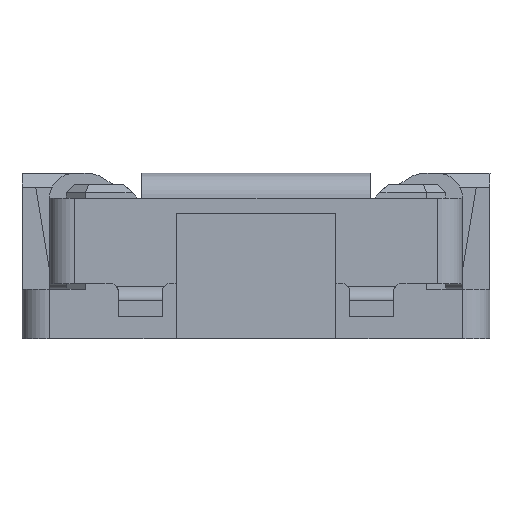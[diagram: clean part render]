
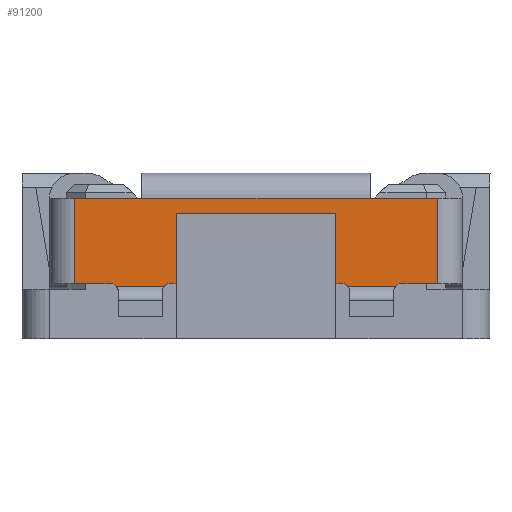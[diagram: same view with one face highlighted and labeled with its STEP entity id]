
A CAD part, left-side view. The second image highlights one B-rep face of the part: STEP entity #91200.
In plain terms, the highlighted face is planar.
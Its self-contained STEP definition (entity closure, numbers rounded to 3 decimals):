
#63370=CARTESIAN_POINT('',(2.13,-0.53,
8.215));
#63380=VERTEX_POINT('',#63370);
#63410=CARTESIAN_POINT('',(2.13,-0.22,
8.215));
#63420=DIRECTION('',(0.,-1.,0.));
#63430=VECTOR('',#63420,1.);
#63440=LINE('',#63410,#63430);
#63450=CARTESIAN_POINT('',(2.13,-0.22,
8.215));
#63460=VERTEX_POINT('',#63450);
#63470=EDGE_CURVE('',#63460,#63380,#63440,.T.);
#64030=CARTESIAN_POINT('',(2.375,-0.53,
8.215));
#64040=VERTEX_POINT('',#64030);
#64070=CARTESIAN_POINT('',(2.13,-0.53,
8.215));
#64080=DIRECTION('',(1.,0.,0.));
#64090=VECTOR('',#64080,1.);
#64100=LINE('',#64070,#64090);
#64110=EDGE_CURVE('',#63380,#64040,#64100,.T.);
#86890=CARTESIAN_POINT('',(3.08,-0.445,
8.215));
#86900=VERTEX_POINT('',#86890);
#86930=CARTESIAN_POINT('',(3.08,-0.22,
8.215));
#86940=DIRECTION('',(0.,-1.,0.));
#86950=VECTOR('',#86940,1.);
#86960=LINE('',#86930,#86950);
#86970=CARTESIAN_POINT('',(3.08,-0.22,
8.215));
#86980=VERTEX_POINT('',#86970);
#86990=EDGE_CURVE('',#86980,#86900,#86960,.T.);
#88880=CARTESIAN_POINT('',(2.5,-0.22,
8.215));
#88890=VERTEX_POINT('',#88880);
#88920=CARTESIAN_POINT('',(2.5,-0.22,
8.215));
#88930=DIRECTION('',(0.,-1.,0.));
#88940=VECTOR('',#88930,1.);
#88950=LINE('',#88920,#88940);
#88960=CARTESIAN_POINT('',(2.5,-0.445,
8.215));
#88970=VERTEX_POINT('',#88960);
#88980=EDGE_CURVE('',#88890,#88970,#88950,.T.);
#89880=CARTESIAN_POINT('',(3.08,-0.445,
8.215));
#89890=DIRECTION('',(-1.,0.,0.));
#89900=VECTOR('',#89890,1.);
#89910=LINE('',#89880,#89900);
#89920=EDGE_CURVE('',#86900,#88970,#89910,.T.);
#90040=CARTESIAN_POINT('',(3.205,-0.49,
8.215));
#90050=DIRECTION('',(0.,0.,1.));
#90060=DIRECTION('',(0.,1.,0.));
#90070=AXIS2_PLACEMENT_3D('',#90040,#90050,#90060);
#90080=PLANE('',#90070);
#90090=ORIENTED_EDGE('',*,*,#89920,.F.);
#90100=ORIENTED_EDGE('',*,*,#88980,.T.);
#90110=CARTESIAN_POINT('',(2.48,-0.22,
8.215));
#90120=DIRECTION('',(1.,0.,0.));
#90130=VECTOR('',#90120,1.);
#90140=LINE('',#90110,#90130);
#90150=CARTESIAN_POINT('',(2.48,-0.22,
8.215));
#90160=VERTEX_POINT('',#90150);
#90170=EDGE_CURVE('',#90160,#88890,#90140,.T.);
#90180=ORIENTED_EDGE('',*,*,#90170,.T.);
#90190=CARTESIAN_POINT('',(2.48,-0.19,
8.215));
#90200=DIRECTION('',(0.,0.,1.));
#90210=DIRECTION('',(-0.745,-0.667,0.));
#90220=AXIS2_PLACEMENT_3D('',#90190,#90200,#90210);
#90230=CIRCLE('',#90220,0.03);
#90240=CARTESIAN_POINT('',(2.458,-0.21,
8.215));
#90250=VERTEX_POINT('',#90240);
#90260=EDGE_CURVE('',#90250,#90160,#90230,.T.);
#90270=ORIENTED_EDGE('',*,*,#90260,.T.);
#90280=CARTESIAN_POINT('',(2.458,-0.21,
8.215));
#90290=DIRECTION('',(-1.,0.,0.));
#90300=VECTOR('',#90290,1.);
#90310=LINE('',#90280,#90300);
#90320=CARTESIAN_POINT('',(2.282,-0.21,
8.215));
#90330=VERTEX_POINT('',#90320);
#90340=EDGE_CURVE('',#90250,#90330,#90310,.T.);
#90350=ORIENTED_EDGE('',*,*,#90340,.F.);
#90360=CARTESIAN_POINT('',(2.26,-0.19,
8.215));
#90370=DIRECTION('',(0.,0.,1.));
#90380=DIRECTION('',(0.,-1.,0.));
#90390=AXIS2_PLACEMENT_3D('',#90360,#90370,#90380);
#90400=CIRCLE('',#90390,0.03);
#90410=CARTESIAN_POINT('',(2.26,-0.22,
8.215));
#90420=VERTEX_POINT('',#90410);
#90430=EDGE_CURVE('',#90420,#90330,#90400,.T.);
#90440=ORIENTED_EDGE('',*,*,#90430,.T.);
#90450=CARTESIAN_POINT('',(2.13,-0.22,
8.215));
#90460=DIRECTION('',(1.,0.,0.));
#90470=VECTOR('',#90460,1.);
#90480=LINE('',#90450,#90470);
#90490=EDGE_CURVE('',#63460,#90420,#90480,.T.);
#90500=ORIENTED_EDGE('',*,*,#90490,.T.);
#90510=ORIENTED_EDGE('',*,*,#63470,.F.);
#90520=ORIENTED_EDGE('',*,*,#64110,.F.);
#90530=CARTESIAN_POINT('',(2.375,-0.53,
8.215));
#90540=DIRECTION('',(1.,0.,0.));
#90550=VECTOR('',#90540,1.);
#90560=LINE('',#90530,#90550);
#90570=CARTESIAN_POINT('',(3.205,-0.53,
8.215));
#90580=VERTEX_POINT('',#90570);
#90590=EDGE_CURVE('',#64040,#90580,#90560,.T.);
#90600=ORIENTED_EDGE('',*,*,#90590,.F.);
#90610=CARTESIAN_POINT('',(3.205,-0.53,
8.215));
#90620=DIRECTION('',(1.,0.,0.));
#90630=VECTOR('',#90620,1.);
#90640=LINE('',#90610,#90630);
#90650=CARTESIAN_POINT('',(3.45,-0.53,
8.215));
#90660=VERTEX_POINT('',#90650);
#90670=EDGE_CURVE('',#90580,#90660,#90640,.T.);
#90680=ORIENTED_EDGE('',*,*,#90670,.F.);
#90690=CARTESIAN_POINT('',(3.45,-0.53,
8.215));
#90700=DIRECTION('',(0.,1.,0.));
#90710=VECTOR('',#90700,1.);
#90720=LINE('',#90690,#90710);
#90730=CARTESIAN_POINT('',(3.45,-0.22,
8.215));
#90740=VERTEX_POINT('',#90730);
#90750=EDGE_CURVE('',#90660,#90740,#90720,.T.);
#90760=ORIENTED_EDGE('',*,*,#90750,.F.);
#90770=CARTESIAN_POINT('',(3.32,-0.22,
8.215));
#90780=DIRECTION('',(1.,0.,0.));
#90790=VECTOR('',#90780,1.);
#90800=LINE('',#90770,#90790);
#90810=CARTESIAN_POINT('',(3.32,-0.22,
8.215));
#90820=VERTEX_POINT('',#90810);
#90830=EDGE_CURVE('',#90820,#90740,#90800,.T.);
#90840=ORIENTED_EDGE('',*,*,#90830,.T.);
#90850=CARTESIAN_POINT('',(3.32,-0.19,
8.215));
#90860=DIRECTION('',(0.,0.,1.));
#90870=DIRECTION('',(-0.745,-0.667,0.));
#90880=AXIS2_PLACEMENT_3D('',#90850,#90860,#90870);
#90890=CIRCLE('',#90880,0.03);
#90900=CARTESIAN_POINT('',(3.298,-0.21,
8.215));
#90910=VERTEX_POINT('',#90900);
#90920=EDGE_CURVE('',#90910,#90820,#90890,.T.);
#90930=ORIENTED_EDGE('',*,*,#90920,.T.);
#90940=CARTESIAN_POINT('',(3.298,-0.21,
8.215));
#90950=DIRECTION('',(-1.,0.,0.));
#90960=VECTOR('',#90950,1.);
#90970=LINE('',#90940,#90960);
#90980=CARTESIAN_POINT('',(3.122,-0.21,
8.215));
#90990=VERTEX_POINT('',#90980);
#91000=EDGE_CURVE('',#90910,#90990,#90970,.T.);
#91010=ORIENTED_EDGE('',*,*,#91000,.F.);
#91020=CARTESIAN_POINT('',(3.1,-0.19,
8.215));
#91030=DIRECTION('',(0.,0.,1.));
#91040=DIRECTION('',(0.,-1.,0.));
#91050=AXIS2_PLACEMENT_3D('',#91020,#91030,#91040);
#91060=CIRCLE('',#91050,0.03);
#91070=CARTESIAN_POINT('',(3.1,-0.22,
8.215));
#91080=VERTEX_POINT('',#91070);
#91090=EDGE_CURVE('',#91080,#90990,#91060,.T.);
#91100=ORIENTED_EDGE('',*,*,#91090,.T.);
#91110=CARTESIAN_POINT('',(3.08,-0.22,
8.215));
#91120=DIRECTION('',(1.,0.,0.));
#91130=VECTOR('',#91120,1.);
#91140=LINE('',#91110,#91130);
#91150=EDGE_CURVE('',#86980,#91080,#91140,.T.);
#91160=ORIENTED_EDGE('',*,*,#91150,.T.);
#91170=ORIENTED_EDGE('',*,*,#86990,.F.);
#91180=EDGE_LOOP('',(#91170,#91160,#91100,#91010,#90930,#90840,#90760,
#90680,#90600,#90520,#90510,#90500,#90440,#90350,#90270,#90180,#90100,
#90090));
#91190=FACE_OUTER_BOUND('',#91180,.T.);
#91200=ADVANCED_FACE('',(#91190),#90080,.F.);
